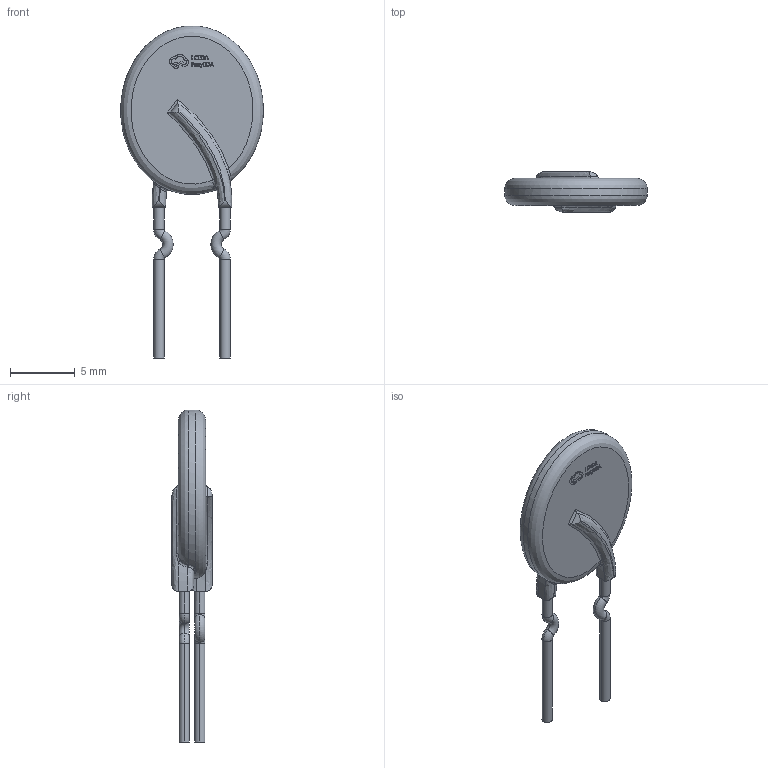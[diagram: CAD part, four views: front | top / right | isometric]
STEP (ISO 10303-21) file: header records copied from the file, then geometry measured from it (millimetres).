
FILE_DESCRIPTION (( 'STEP AP214' ), '1' );
FILE_NAME ('FUSE-TH_L11.0-W3.1-H18.0-P5.10-D0.8-S1.20.step', '2022-06-28T10:51:54', ( '' ), ( '' ), 'SwSTEP 2.0', 'SolidWorks 2020', '' );
FILE_SCHEMA (( 'AUTOMOTIVE_DESIGN' ));
Length unit declared in the file: millimetre
Products named in the file (1): FUSE-TH_L11.0-W3.1-H18.0-P5.10-D0.8-S1.20
Bounding box: 11 x 3.1 x 25.59 mm (x, y, z)
Volume: 250.2 mm3; surface area: 361.8 mm2
Topology: 1 solids, 1 shells, 305 faces, 800 edges, 516 vertices
Faces by surface type: bspline 141, plane 136, cylinder 16, torus 12
Entity records: 14740 total; most frequent: CARTESIAN_POINT 4843, ORIENTED_EDGE 1600, DIRECTION 898, EDGE_CURVE 800, VERTEX_POINT 516, VECTOR 444, LINE 444, EDGE_LOOP 324
